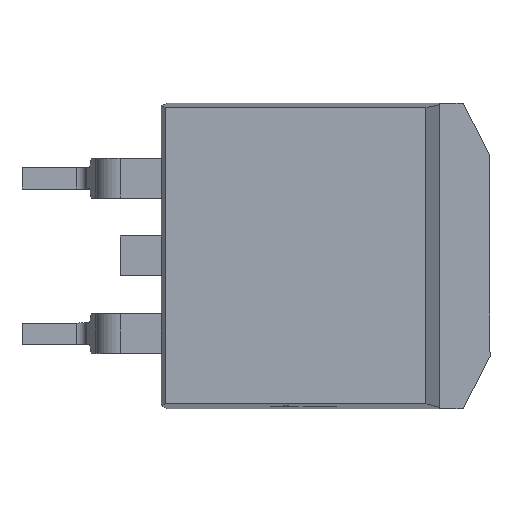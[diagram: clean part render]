
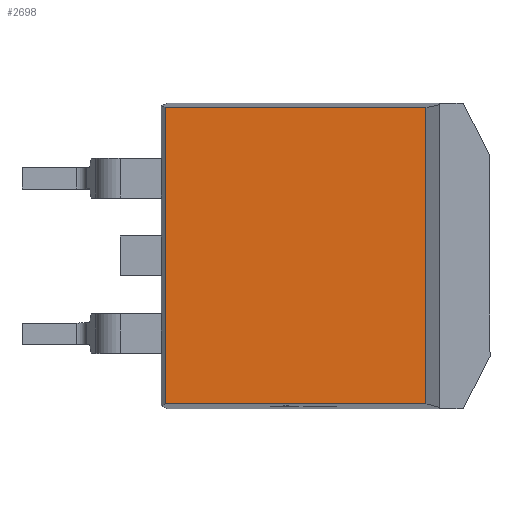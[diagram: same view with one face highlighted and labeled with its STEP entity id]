
A CAD part, top view. The second image highlights one B-rep face of the part: STEP entity #2698.
In plain terms, the highlighted planar face has unit normal (0, 0, 1).
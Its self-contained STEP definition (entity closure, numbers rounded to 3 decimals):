
#228 = ORIENTED_EDGE ( 'NONE', *, *, #11173, .T. ) ;
#492 = LINE ( 'NONE', #6097, #3629 ) ;
#854 = AXIS2_PLACEMENT_3D ( 'NONE', #7353, #1990, #8709 ) ;
#1097 = DIRECTION ( 'NONE',  ( 0., -1., 0. ) ) ;
#1517 = DIRECTION ( 'NONE',  ( 1., 0., 0. ) ) ;
#1990 = DIRECTION ( 'NONE',  ( 0., 0., -1. ) ) ;
#2459 = LINE ( 'NONE', #5862, #13607 ) ;
#2600 = ORIENTED_EDGE ( 'NONE', *, *, #7721, .T. ) ;
#2698 = ADVANCED_FACE ( 'NONE', ( #14218 ), #13255, .F. ) ;
#2973 = DIRECTION ( 'NONE',  ( -1., 0., 0. ) ) ;
#3629 = VECTOR ( 'NONE', #5010, 1000. ) ;
#4733 = ORIENTED_EDGE ( 'NONE', *, *, #6991, .T. ) ;
#4921 = EDGE_CURVE ( 'NONE', #6913, #5785, #2459, .T. ) ;
#5010 = DIRECTION ( 'NONE',  ( 0., 1., 0. ) ) ;
#5528 = LINE ( 'NONE', #10028, #6432 ) ;
#5730 = VECTOR ( 'NONE', #2973, 1000. ) ;
#5785 = VERTEX_POINT ( 'NONE', #12243 ) ;
#5862 = CARTESIAN_POINT ( 'NONE',  ( 0., -4.84, 4.545 ) ) ;
#5931 = CARTESIAN_POINT ( 'NONE',  ( -4.419, 4.84, 4.545 ) ) ;
#6097 = CARTESIAN_POINT ( 'NONE',  ( 4.107, 0., 4.545 ) ) ;
#6432 = VECTOR ( 'NONE', #1097, 1000. ) ;
#6913 = VERTEX_POINT ( 'NONE', #10247 ) ;
#6991 = EDGE_CURVE ( 'NONE', #5785, #8021, #492, .T. ) ;
#7353 = CARTESIAN_POINT ( 'NONE',  ( 0., 0., 4.545 ) ) ;
#7721 = EDGE_CURVE ( 'NONE', #8021, #14370, #8583, .T. ) ;
#8021 = VERTEX_POINT ( 'NONE', #14132 ) ;
#8583 = LINE ( 'NONE', #13071, #5730 ) ;
#8709 = DIRECTION ( 'NONE',  ( 1., 0., 0. ) ) ;
#10028 = CARTESIAN_POINT ( 'NONE',  ( -4.419, 0., 4.545 ) ) ;
#10247 = CARTESIAN_POINT ( 'NONE',  ( -4.419, -4.84, 4.545 ) ) ;
#11173 = EDGE_CURVE ( 'NONE', #14370, #6913, #5528, .T. ) ;
#12243 = CARTESIAN_POINT ( 'NONE',  ( 4.107, -4.84, 4.545 ) ) ;
#13071 = CARTESIAN_POINT ( 'NONE',  ( 0., 4.84, 4.545 ) ) ;
#13255 = PLANE ( 'NONE',  #854 ) ;
#13542 = ORIENTED_EDGE ( 'NONE', *, *, #4921, .T. ) ;
#13607 = VECTOR ( 'NONE', #1517, 1000. ) ;
#14132 = CARTESIAN_POINT ( 'NONE',  ( 4.107, 4.84, 4.545 ) ) ;
#14184 = EDGE_LOOP ( 'NONE', ( #228, #13542, #4733, #2600 ) ) ;
#14218 = FACE_OUTER_BOUND ( 'NONE', #14184, .T. ) ;
#14370 = VERTEX_POINT ( 'NONE', #5931 ) ;
